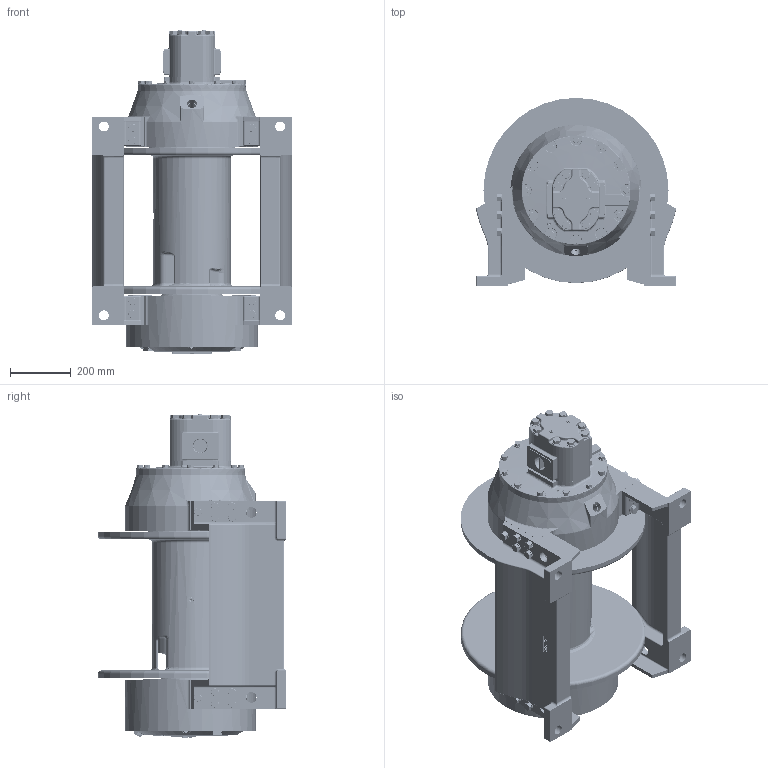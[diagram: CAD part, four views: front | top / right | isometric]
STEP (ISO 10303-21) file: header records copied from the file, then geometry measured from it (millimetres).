
FILE_DESCRIPTION((''),'2;1');
FILE_NAME('TWG-TEMP','2020-10-11T20:37:12',('Administrator'),(''),'CREO PARAMETRIC BY PTC INC, 2019030','CREO PARAMETRIC BY PTC INC, 2019030','');
FILE_SCHEMA(('AUTOMOTIVE_DESIGN { 1 0 10303 214 1 1 1 1 }'));
Products named in the file (1): TWG-TEMP
Bounding box: 657.23 x 619.12 x 1064.65 mm (x, y, z)
Surface area: 5660662.3 mm2 (no closed solid volume)
Topology: 0 solids, 258 shells, 4168 faces, 14675 edges, 10516 vertices
Faces by surface type: cylinder 1376, plane 1142, cone 620, torus 400, bspline 328, extrusion 244, sphere 58
Entity records: 238097 total; most frequent: CARTESIAN_POINT 93731, ORIENTED_EDGE 22838, DIRECTION 20790, EDGE_CURVE 14520, VERTEX_POINT 10516, AXIS2_PLACEMENT_3D 7609, VECTOR 5569, B_SPLINE_CURVE_WITH_KNOTS 5434
